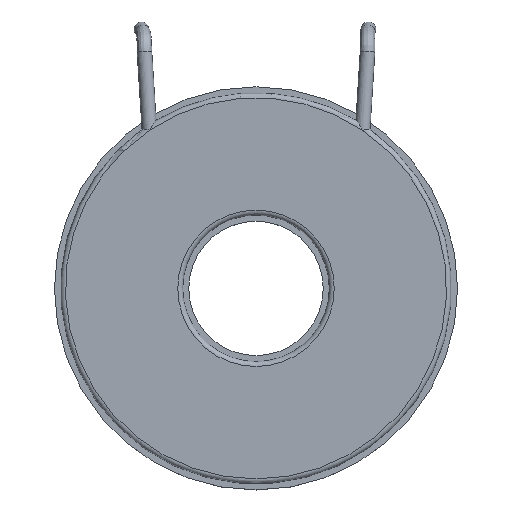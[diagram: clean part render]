
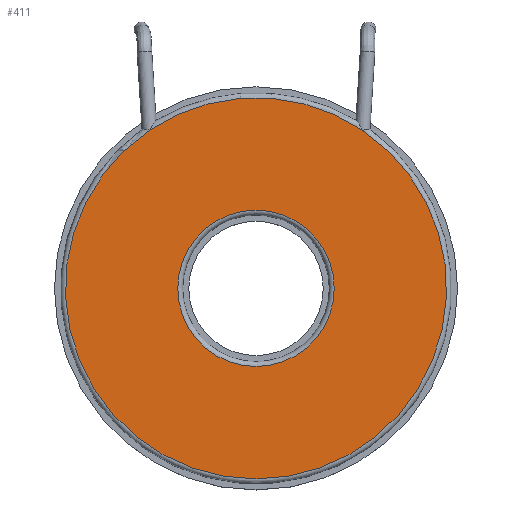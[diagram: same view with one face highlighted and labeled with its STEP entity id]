
A CAD part, top view. The second image highlights one B-rep face of the part: STEP entity #411.
In plain terms, the highlighted planar face has unit normal (0, 0, 1).
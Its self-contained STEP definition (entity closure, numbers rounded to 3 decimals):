
#25=FACE_BOUND('',#92,.T.);
#52=PLANE('',#464);
#64=FACE_OUTER_BOUND('',#91,.T.);
#91=EDGE_LOOP('',(#298,#299));
#92=EDGE_LOOP('',(#300));
#148=CIRCLE('',#465,7.8);
#149=CIRCLE('',#466,7.8);
#150=CIRCLE('',#467,3.2);
#183=VERTEX_POINT('',#923);
#184=VERTEX_POINT('',#924);
#185=VERTEX_POINT('',#927);
#227=EDGE_CURVE('',#183,#184,#148,.T.);
#228=EDGE_CURVE('',#184,#183,#149,.T.);
#229=EDGE_CURVE('',#185,#185,#150,.T.);
#298=ORIENTED_EDGE('',*,*,#227,.F.);
#299=ORIENTED_EDGE('',*,*,#228,.F.);
#300=ORIENTED_EDGE('',*,*,#229,.F.);
#411=ADVANCED_FACE('',(#64,#25),#52,.T.);
#464=AXIS2_PLACEMENT_3D('',#922,#544,#545);
#465=AXIS2_PLACEMENT_3D('',#925,#546,#547);
#466=AXIS2_PLACEMENT_3D('',#926,#548,#549);
#467=AXIS2_PLACEMENT_3D('',#928,#550,#551);
#544=DIRECTION('center_axis',(0.,0.,1.));
#545=DIRECTION('ref_axis',(1.,0.,0.));
#546=DIRECTION('center_axis',(0.,0.,-1.));
#547=DIRECTION('ref_axis',(1.,0.,0.));
#548=DIRECTION('center_axis',(0.,0.,-1.));
#549=DIRECTION('ref_axis',(1.,0.,0.));
#550=DIRECTION('center_axis',(0.,0.,1.));
#551=DIRECTION('ref_axis',(1.,0.,0.));
#922=CARTESIAN_POINT('Origin',(0.,0.,1.3));
#923=CARTESIAN_POINT('',(4.363,6.466,1.3));
#924=CARTESIAN_POINT('',(-4.363,6.466,1.3));
#925=CARTESIAN_POINT('Origin',(0.,0.,1.3));
#926=CARTESIAN_POINT('Origin',(0.,0.,1.3));
#927=CARTESIAN_POINT('',(3.2,0.,1.3));
#928=CARTESIAN_POINT('Origin',(0.,0.,1.3));
